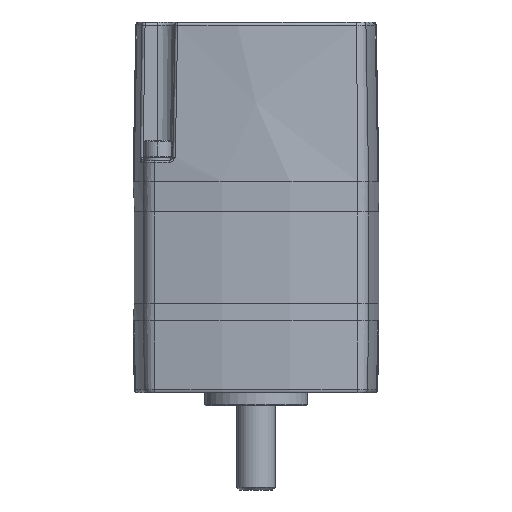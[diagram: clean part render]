
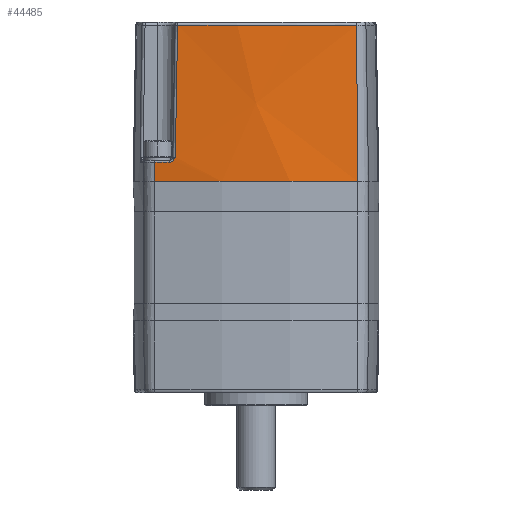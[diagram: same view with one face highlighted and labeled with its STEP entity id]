
A CAD part, front view. The second image highlights one B-rep face of the part: STEP entity #44485.
In plain terms, the highlighted conical face has half-angle 1 degrees and reference radius 122.426 mm.
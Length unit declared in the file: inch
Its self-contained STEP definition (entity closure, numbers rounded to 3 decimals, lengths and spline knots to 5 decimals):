
#96 = ORIENTED_EDGE ( 'NONE', *, *, #50741, .F. ) ;
#169 = CARTESIAN_POINT ( 'NONE',  ( 0.78438, -1.11965, -0.54362 ) ) ;
#2077 = DIRECTION ( 'NONE',  ( 1., 0., 0. ) ) ;
#3033 = AXIS2_PLACEMENT_3D ( 'NONE', #25445, #7004, #57118 ) ;
#3519 = DIRECTION ( 'NONE',  ( 0.004, 0.017, -1. ) ) ;
#3848 = EDGE_CURVE ( 'NONE', #4274, #52416, #10027, .T. ) ;
#4274 = VERTEX_POINT ( 'NONE', #37974 ) ;
#4529 = CARTESIAN_POINT ( 'NONE',  ( 0.8064, -1.11647, -0.51581 ) ) ;
#4713 = CARTESIAN_POINT ( 'NONE',  ( 0.78215, -1.11993, -0.54824 ) ) ;
#5730 = CIRCLE ( 'NONE', #56075, 4.81993 ) ;
#6654 = CARTESIAN_POINT ( 'NONE',  ( 0.75693, -1.10133, -1.83052 ) ) ;
#7004 = DIRECTION ( 'NONE',  ( 0., 0., 1. ) ) ;
#7071 = CARTESIAN_POINT ( 'NONE',  ( 0.75693, -1.10133, -1.83052 ) ) ;
#7808 = CARTESIAN_POINT ( 'NONE',  ( 0.83793, -1.11123, -0.50535 ) ) ;
#8581 = CARTESIAN_POINT ( 'NONE',  ( 0.97613, -1.07472, -1.07526 ) ) ;
#8893 = CARTESIAN_POINT ( 'NONE',  ( 0.83793, -1.11123, -0.50535 ) ) ;
#9092 = CARTESIAN_POINT ( 'NONE',  ( 0.79872, -1.11765, -0.52254 ) ) ;
#9303 = CARTESIAN_POINT ( 'NONE',  ( 0.78001, -1.1202, -0.55292 ) ) ;
#10027 = LINE ( 'NONE', #57791, #56807 ) ;
#12026 = B_SPLINE_CURVE_WITH_KNOTS ( 'NONE', 3,
 ( #23894, #14180, #34252, #7071 ),
 .UNSPECIFIED., .F., .F.,
 ( 4, 4 ),
 ( 0., 1. ),
 .UNSPECIFIED. ) ;
#13177 = DIRECTION ( 'NONE',  ( -0.004, 0.017, -1. ) ) ;
#13369 = EDGE_CURVE ( 'NONE', #37713, #52416, #5730, .T. ) ;
#13682 = CARTESIAN_POINT ( 'NONE',  ( 0.79326, -1.11844, -0.52904 ) ) ;
#14180 = CARTESIAN_POINT ( 'NONE',  ( 0.77184, -1.11396, -0.98088 ) ) ;
#15349 = AXIS2_PLACEMENT_3D ( 'NONE', #56366, #29312, #2077 ) ;
#16173 = EDGE_LOOP ( 'NONE', ( #28975, #96, #18859, #48463, #47365, #23375, #23534 ) ) ;
#17090 = VERTEX_POINT ( 'NONE', #19642 ) ;
#17879 = CARTESIAN_POINT ( 'NONE',  ( 0.83453, -1.11182, -0.50535 ) ) ;
#17946 = CARTESIAN_POINT ( 'NONE',  ( 0.97814, -1.08446, -0.50535 ) ) ;
#18081 = CARTESIAN_POINT ( 'NONE',  ( 0.83119, -1.1124, -0.50569 ) ) ;
#18264 = CARTESIAN_POINT ( 'NONE',  ( 0.79031, -1.11885, -0.53324 ) ) ;
#18859 = ORIENTED_EDGE ( 'NONE', *, *, #24871, .F. ) ;
#19642 = CARTESIAN_POINT ( 'NONE',  ( 0.97879, -1.08763, -0.32 ) ) ;
#19940 = LINE ( 'NONE', #8581, #45349 ) ;
#20271 = DIRECTION ( 'NONE',  ( 0., 0., -1. ) ) ;
#20757 = DIRECTION ( 'NONE',  ( 0., 0., -1. ) ) ;
#22623 = CARTESIAN_POINT ( 'NONE',  ( 0.82462, -1.11352, -0.50708 ) ) ;
#22806 = CARTESIAN_POINT ( 'NONE',  ( 0.78762, -1.11922, -0.5376 ) ) ;
#22903 = B_SPLINE_CURVE_WITH_KNOTS ( 'NONE', 3,
 ( #8893, #17879, #18081, #49677, #22623, #54225, #27161, #58788, #31699, #4529, #36250, #9092, #40827, #13682, #45329, #18264, #49873, #22806, #54420, #27347, #169, #31889, #4713, #36437, #9303, #41003 ),
 .UNSPECIFIED., .F., .F.,
 ( 4, 2, 2, 2, 2, 2, 2, 2, 2, 2, 2, 2, 4 ),
 ( 0., 0.125, 0.1875, 0.25, 0.375, 0.5, 0.625, 0.6875, 0.75, 0.8125, 0.875, 0.9375, 1. ),
 .UNSPECIFIED. ) ;
#23375 = ORIENTED_EDGE ( 'NONE', *, *, #25421, .T. ) ;
#23534 = ORIENTED_EDGE ( 'NONE', *, *, #3848, .T. ) ;
#23894 = CARTESIAN_POINT ( 'NONE',  ( 0.77932, -1.12028, -0.55448 ) ) ;
#24871 = EDGE_CURVE ( 'NONE', #49443, #44627, #22903, .T. ) ;
#25421 = EDGE_CURVE ( 'NONE', #17090, #4274, #49587, .T. ) ;
#25445 = CARTESIAN_POINT ( 'NONE',  ( 0., 3.6588, -1.83052 ) ) ;
#25581 = EDGE_CURVE ( 'NONE', #17090, #38710, #19940, .T. ) ;
#26224 = CARTESIAN_POINT ( 'NONE',  ( 0.77932, -1.12028, -0.55448 ) ) ;
#27161 = CARTESIAN_POINT ( 'NONE',  ( 0.81977, -1.11432, -0.50864 ) ) ;
#27347 = CARTESIAN_POINT ( 'NONE',  ( 0.78516, -1.11955, -0.5421 ) ) ;
#27714 = CIRCLE ( 'NONE', #58309, 4.84306 ) ;
#28975 = ORIENTED_EDGE ( 'NONE', *, *, #13369, .F. ) ;
#29312 = DIRECTION ( 'NONE',  ( 0., 0., -1. ) ) ;
#31699 = CARTESIAN_POINT ( 'NONE',  ( 0.81208, -1.11558, -0.51214 ) ) ;
#31889 = CARTESIAN_POINT ( 'NONE',  ( 0.78287, -1.11984, -0.5467 ) ) ;
#34252 = CARTESIAN_POINT ( 'NONE',  ( 0.76437, -1.10764, -1.40623 ) ) ;
#36250 = CARTESIAN_POINT ( 'NONE',  ( 0.80369, -1.11689, -0.51793 ) ) ;
#36437 = CARTESIAN_POINT ( 'NONE',  ( 0.78072, -1.12011, -0.55135 ) ) ;
#37713 = VERTEX_POINT ( 'NONE', #6654 ) ;
#37974 = CARTESIAN_POINT ( 'NONE',  ( -0.97879, -1.08763, -0.32 ) ) ;
#38710 = VERTEX_POINT ( 'NONE', #17946 ) ;
#40733 = EDGE_CURVE ( 'NONE', #38710, #49443, #27714, .T. ) ;
#40827 = CARTESIAN_POINT ( 'NONE',  ( 0.79643, -1.11798, -0.52504 ) ) ;
#41003 = CARTESIAN_POINT ( 'NONE',  ( 0.77932, -1.12028, -0.55448 ) ) ;
#44485 = ADVANCED_FACE ( 'NONE', ( #57847 ), #56442, .T. ) ;
#44627 = VERTEX_POINT ( 'NONE', #26224 ) ;
#45329 = CARTESIAN_POINT ( 'NONE',  ( 0.79224, -1.11858, -0.53042 ) ) ;
#45349 = VECTOR ( 'NONE', #13177, 39.37008 ) ;
#47286 = CARTESIAN_POINT ( 'NONE',  ( 0., 3.6588, -0.50535 ) ) ;
#47365 = ORIENTED_EDGE ( 'NONE', *, *, #25581, .F. ) ;
#47784 = CARTESIAN_POINT ( 'NONE',  ( 0., 3.6588, -1.83052 ) ) ;
#48463 = ORIENTED_EDGE ( 'NONE', *, *, #40733, .F. ) ;
#49443 = VERTEX_POINT ( 'NONE', #7808 ) ;
#49587 = CIRCLE ( 'NONE', #15349, 4.8463 ) ;
#49677 = CARTESIAN_POINT ( 'NONE',  ( 0.82625, -1.11324, -0.50668 ) ) ;
#49873 = CARTESIAN_POINT ( 'NONE',  ( 0.78939, -1.11898, -0.53468 ) ) ;
#50741 = EDGE_CURVE ( 'NONE', #44627, #37713, #12026, .T. ) ;
#51845 = DIRECTION ( 'NONE',  ( -1., 0., 0. ) ) ;
#52333 = DIRECTION ( 'NONE',  ( -1., 0., 0. ) ) ;
#52416 = VERTEX_POINT ( 'NONE', #53361 ) ;
#53361 = CARTESIAN_POINT ( 'NONE',  ( -0.97346, -1.06181, -1.83052 ) ) ;
#54225 = CARTESIAN_POINT ( 'NONE',  ( 0.82138, -1.11406, -0.50807 ) ) ;
#54420 = CARTESIAN_POINT ( 'NONE',  ( 0.78678, -1.11933, -0.53909 ) ) ;
#56075 = AXIS2_PLACEMENT_3D ( 'NONE', #47784, #20757, #52333 ) ;
#56366 = CARTESIAN_POINT ( 'NONE',  ( 0., 3.6588, -0.32 ) ) ;
#56442 = CONICAL_SURFACE ( 'NONE', #3033, 4.81993, 0.017 ) ;
#56807 = VECTOR ( 'NONE', #3519, 39.37008 ) ;
#57118 = DIRECTION ( 'NONE',  ( 1., 0., 0. ) ) ;
#57791 = CARTESIAN_POINT ( 'NONE',  ( -0.97613, -1.07472, -1.07526 ) ) ;
#57847 = FACE_OUTER_BOUND ( 'NONE', #16173, .T. ) ;
#58309 = AXIS2_PLACEMENT_3D ( 'NONE', #47286, #20271, #51845 ) ;
#58788 = CARTESIAN_POINT ( 'NONE',  ( 0.81506, -1.11509, -0.51057 ) ) ;
